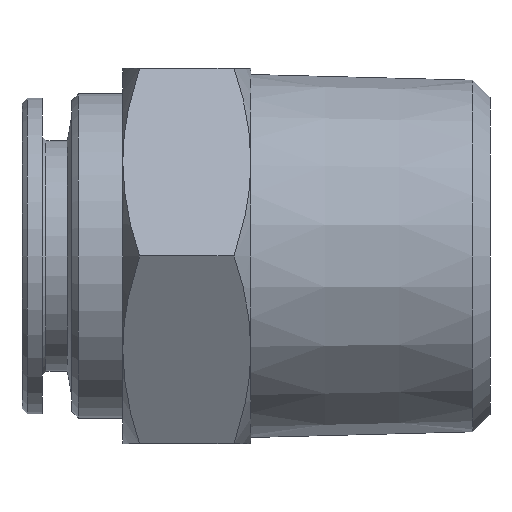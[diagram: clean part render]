
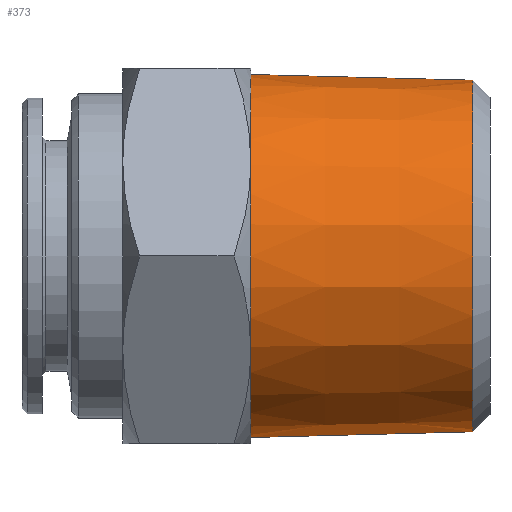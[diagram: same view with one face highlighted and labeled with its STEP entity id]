
A CAD part, left-side view. The second image highlights one B-rep face of the part: STEP entity #373.
In plain terms, the highlighted conical face has half-angle 1.47 degrees and reference radius 10.626 mm.
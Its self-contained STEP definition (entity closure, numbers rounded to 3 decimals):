
#57 = VERTEX_POINT ( 'NONE', #531 ) ;
#149 = ORIENTED_EDGE ( 'NONE', *, *, #180, .T. ) ;
#174 = VERTEX_POINT ( 'NONE', #861 ) ;
#180 = EDGE_CURVE ( 'NONE', #174, #217, #942, .T. ) ;
#215 = EDGE_CURVE ( 'NONE', #57, #216, #879, .T. ) ;
#216 = VERTEX_POINT ( 'NONE', #839 ) ;
#217 = VERTEX_POINT ( 'NONE', #838 ) ;
#365 = ORIENTED_EDGE ( 'NONE', *, *, #366, .T. ) ;
#366 = EDGE_CURVE ( 'NONE', #217, #216, #1173, .T. ) ;
#369 = ORIENTED_EDGE ( 'NONE', *, *, #215, .F. ) ;
#370 = ORIENTED_EDGE ( 'NONE', *, *, #372, .F. ) ;
#371 = EDGE_LOOP ( 'NONE', ( #369, #370, #149, #365 ) ) ;
#372 = EDGE_CURVE ( 'NONE', #174, #57, #1178, .T. ) ;
#373 = ADVANCED_FACE ( 'NONE', ( #1247 ), #1246, .T. ) ;
#531 = CARTESIAN_POINT ( 'NONE',  ( 0., 1., -10.293 ) ) ;
#838 = CARTESIAN_POINT ( 'NONE',  ( 0., 14., 10.626 ) ) ;
#839 = CARTESIAN_POINT ( 'NONE',  ( 0., 14., -10.626 ) ) ;
#840 = DIRECTION ( 'NONE',  ( 0., 1., -0.026 ) ) ;
#841 = VECTOR ( 'NONE', #840, 1000. ) ;
#842 = CARTESIAN_POINT ( 'NONE',  ( 0., 14., -10.626 ) ) ;
#861 = CARTESIAN_POINT ( 'NONE',  ( 0., 1., 10.293 ) ) ;
#879 = LINE ( 'NONE', #842, #841 ) ;
#909 = VECTOR ( 'NONE', #940, 1000. ) ;
#940 = DIRECTION ( 'NONE',  ( 0., 1., 0.026 ) ) ;
#941 = CARTESIAN_POINT ( 'NONE',  ( 0., 14., 10.626 ) ) ;
#942 = LINE ( 'NONE', #941, #909 ) ;
#1086 = AXIS2_PLACEMENT_3D ( 'NONE', #1143, #1142, #1245 ) ;
#1142 = DIRECTION ( 'NONE',  ( 0., -1., 0. ) ) ;
#1143 = CARTESIAN_POINT ( 'NONE',  ( 0., 1., 0. ) ) ;
#1171 = DIRECTION ( 'NONE',  ( 0., -1., 0. ) ) ;
#1172 = AXIS2_PLACEMENT_3D ( 'NONE', #1202, #1171, #1186 ) ;
#1173 = CIRCLE ( 'NONE', #1172, 10.626 ) ;
#1178 = CIRCLE ( 'NONE', #1086, 10.293 ) ;
#1186 = DIRECTION ( 'NONE',  ( 0., 0., -1. ) ) ;
#1202 = CARTESIAN_POINT ( 'NONE',  ( 0., 14., 0. ) ) ;
#1226 = DIRECTION ( 'NONE',  ( 0., 0., 1. ) ) ;
#1234 = CARTESIAN_POINT ( 'NONE',  ( 0., 14., 0. ) ) ;
#1241 = AXIS2_PLACEMENT_3D ( 'NONE', #1234, #1244, #1226 ) ;
#1244 = DIRECTION ( 'NONE',  ( 0., 1., 0. ) ) ;
#1245 = DIRECTION ( 'NONE',  ( 0., 0., -1. ) ) ;
#1246 = CONICAL_SURFACE ( 'NONE', #1241, 10.626, 0.026 ) ;
#1247 = FACE_OUTER_BOUND ( 'NONE', #371, .T. ) ;
